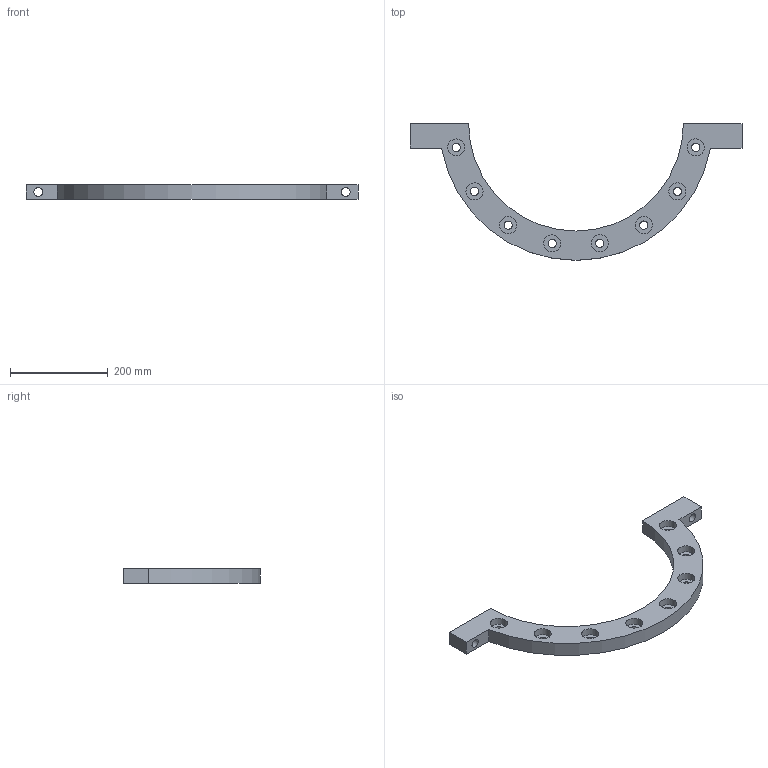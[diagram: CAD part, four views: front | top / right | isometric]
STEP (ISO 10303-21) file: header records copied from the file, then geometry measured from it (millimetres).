
FILE_DESCRIPTION(/* description */ (''),/* implementation_level */ '2;1');
FILE_NAME(/* name */ '',/* time_stamp */ '2024-05-20T19:43:37+03:00',/* author */ ('pokla'),/* organization */ (''),/* preprocessor_version */ 'ST-DEVELOPER v20',/* originating_system */ 'Autodesk Inventor 2024',/* authorisation */ '');
FILE_SCHEMA (('AUTOMOTIVE_DESIGN { 1 0 10303 214 3 1 1 }'));
Length unit declared in the file: millimetre
Products named in the file (1): Постель 201 зад
Bounding box: 680 x 280 x 30 mm (x, y, z)
Volume: 1430064.5 mm3; surface area: 185333.4 mm2
Topology: 1 solids, 1 shells, 36 faces, 78 edges, 52 vertices
Faces by surface type: cylinder 20, plane 16
Full cylindrical faces by diameter (mm): 17 x8, 18 x2, 35 x8
Entity records: 1085 total; most frequent: DIRECTION 192, CARTESIAN_POINT 167, ORIENTED_EDGE 156, EDGE_CURVE 78, AXIS2_PLACEMENT_3D 77, EDGE_LOOP 64, VERTEX_POINT 52, CIRCLE 40
